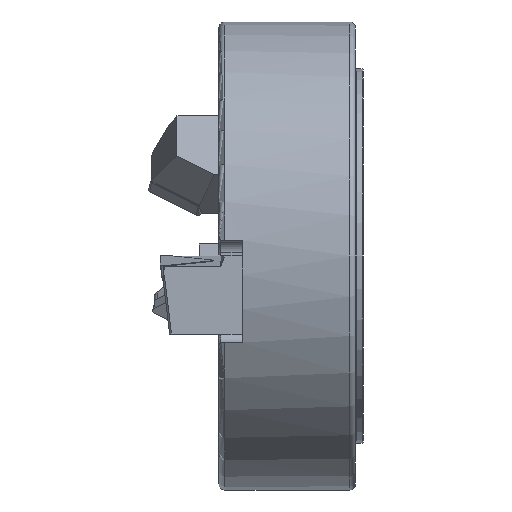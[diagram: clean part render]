
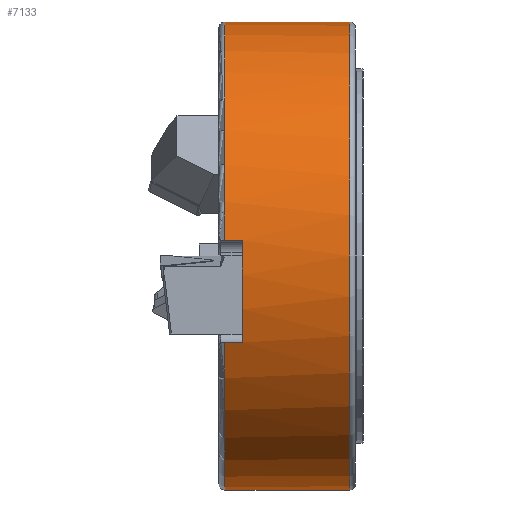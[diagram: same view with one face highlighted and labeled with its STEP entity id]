
A CAD part, front view. The second image highlights one B-rep face of the part: STEP entity #7133.
In plain terms, the highlighted cylindrical face has radius 60 mm (diameter 120 mm), a partial arc.
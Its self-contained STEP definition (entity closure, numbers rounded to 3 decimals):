
#27 = CARTESIAN_POINT ( 'NONE',  ( -19.157, -2.793, 0. ) ) ;
#139 = ORIENTED_EDGE ( 'NONE', *, *, #2765, .T. ) ;
#161 = VECTOR ( 'NONE', #6053, 1000. ) ;
#284 = FACE_OUTER_BOUND ( 'NONE', #5279, .T. ) ;
#487 = CIRCLE ( 'NONE', #5736, 60. ) ;
#491 = EDGE_CURVE ( 'NONE', #1133, #5932, #4522, .T. ) ;
#561 = VECTOR ( 'NONE', #3185, 1000. ) ;
#591 = AXIS2_PLACEMENT_3D ( 'NONE', #4943, #6138, #1333 ) ;
#828 = CARTESIAN_POINT ( 'NONE',  ( -19.157, -2.793, -60. ) ) ;
#951 = ORIENTED_EDGE ( 'NONE', *, *, #3177, .F. ) ;
#975 = DIRECTION ( 'NONE',  ( 0., 0., 1. ) ) ;
#1040 = VERTEX_POINT ( 'NONE', #5013 ) ;
#1106 = CARTESIAN_POINT ( 'NONE',  ( -20.657, -62.659, 4. ) ) ;
#1133 = VERTEX_POINT ( 'NONE', #5773 ) ;
#1333 = DIRECTION ( 'NONE',  ( 0., 0., 1. ) ) ;
#1485 = AXIS2_PLACEMENT_3D ( 'NONE', #27, #6116, #3077 ) ;
#1885 = DIRECTION ( 'NONE',  ( -1., 0., 0. ) ) ;
#2729 = AXIS2_PLACEMENT_3D ( 'NONE', #4561, #5767, #975 ) ;
#2765 = EDGE_CURVE ( 'NONE', #5932, #1040, #7548, .T. ) ;
#2786 = ORIENTED_EDGE ( 'NONE', *, *, #4185, .F. ) ;
#2880 = ORIENTED_EDGE ( 'NONE', *, *, #5135, .F. ) ;
#3077 = DIRECTION ( 'NONE',  ( 0., 0., 1. ) ) ;
#3177 = EDGE_CURVE ( 'NONE', #3867, #5827, #5207, .T. ) ;
#3185 = DIRECTION ( 'NONE',  ( -1., 0., 0. ) ) ;
#3318 = LINE ( 'NONE', #5544, #161 ) ;
#3326 = CARTESIAN_POINT ( 'NONE',  ( -14.657, -58.535, -22.2 ) ) ;
#3359 = CARTESIAN_POINT ( 'NONE',  ( -20.657, -2.793, 60. ) ) ;
#3389 = DIRECTION ( 'NONE',  ( -1., 0., 0. ) ) ;
#3416 = DIRECTION ( 'NONE',  ( 0., 0., 1. ) ) ;
#3499 = ORIENTED_EDGE ( 'NONE', *, *, #4938, .T. ) ;
#3639 = CARTESIAN_POINT ( 'NONE',  ( -19.157, -58.535, -22.2 ) ) ;
#3765 = ORIENTED_EDGE ( 'NONE', *, *, #5655, .T. ) ;
#3867 = VERTEX_POINT ( 'NONE', #828 ) ;
#4185 = EDGE_CURVE ( 'NONE', #7216, #6275, #487, .T. ) ;
#4265 = VECTOR ( 'NONE', #5328, 1000. ) ;
#4365 = CARTESIAN_POINT ( 'NONE',  ( -20.657, -2.793, -60. ) ) ;
#4522 = CIRCLE ( 'NONE', #2729, 60. ) ;
#4561 = CARTESIAN_POINT ( 'NONE',  ( 12.843, -2.793, 0. ) ) ;
#4674 = VERTEX_POINT ( 'NONE', #5749 ) ;
#4681 = ORIENTED_EDGE ( 'NONE', *, *, #4783, .F. ) ;
#4740 = CIRCLE ( 'NONE', #5301, 60. ) ;
#4783 = EDGE_CURVE ( 'NONE', #4674, #1040, #4740, .T. ) ;
#4852 = DIRECTION ( 'NONE',  ( 0., 0., 1. ) ) ;
#4938 = EDGE_CURVE ( 'NONE', #4674, #6275, #7551, .T. ) ;
#4943 = CARTESIAN_POINT ( 'NONE',  ( -20.657, -2.793, 0. ) ) ;
#5013 = CARTESIAN_POINT ( 'NONE',  ( -19.157, -2.793, 60. ) ) ;
#5135 = EDGE_CURVE ( 'NONE', #1133, #3867, #6985, .T. ) ;
#5207 = CIRCLE ( 'NONE', #1485, 60. ) ;
#5279 = EDGE_LOOP ( 'NONE', ( #2880, #6726, #139, #4681, #3499, #2786, #3765, #951 ) ) ;
#5301 = AXIS2_PLACEMENT_3D ( 'NONE', #6415, #3389, #3416 ) ;
#5328 = DIRECTION ( 'NONE',  ( 1., 0., 0. ) ) ;
#5544 = CARTESIAN_POINT ( 'NONE',  ( -20.657, -58.535, -22.2 ) ) ;
#5655 = EDGE_CURVE ( 'NONE', #7216, #5827, #3318, .T. ) ;
#5736 = AXIS2_PLACEMENT_3D ( 'NONE', #6620, #1885, #4852 ) ;
#5749 = CARTESIAN_POINT ( 'NONE',  ( -19.157, -62.659, 4. ) ) ;
#5767 = DIRECTION ( 'NONE',  ( -1., 0., 0. ) ) ;
#5773 = CARTESIAN_POINT ( 'NONE',  ( 12.843, -2.793, -60. ) ) ;
#5827 = VERTEX_POINT ( 'NONE', #3639 ) ;
#5845 = CARTESIAN_POINT ( 'NONE',  ( -14.657, -62.659, 4. ) ) ;
#5932 = VERTEX_POINT ( 'NONE', #6762 ) ;
#6053 = DIRECTION ( 'NONE',  ( -1., 0., 0. ) ) ;
#6116 = DIRECTION ( 'NONE',  ( -1., 0., 0. ) ) ;
#6138 = DIRECTION ( 'NONE',  ( -1., 0., 0. ) ) ;
#6275 = VERTEX_POINT ( 'NONE', #5845 ) ;
#6359 = DIRECTION ( 'NONE',  ( -1., 0., 0. ) ) ;
#6415 = CARTESIAN_POINT ( 'NONE',  ( -19.157, -2.793, 0. ) ) ;
#6593 = CYLINDRICAL_SURFACE ( 'NONE', #591, 60. ) ;
#6620 = CARTESIAN_POINT ( 'NONE',  ( -14.657, -2.793, 0. ) ) ;
#6726 = ORIENTED_EDGE ( 'NONE', *, *, #491, .T. ) ;
#6762 = CARTESIAN_POINT ( 'NONE',  ( 12.843, -2.793, 60. ) ) ;
#6985 = LINE ( 'NONE', #4365, #561 ) ;
#7133 = ADVANCED_FACE ( 'NONE', ( #284 ), #6593, .T. ) ;
#7160 = VECTOR ( 'NONE', #6359, 1000. ) ;
#7216 = VERTEX_POINT ( 'NONE', #3326 ) ;
#7548 = LINE ( 'NONE', #3359, #7160 ) ;
#7551 = LINE ( 'NONE', #1106, #4265 ) ;
